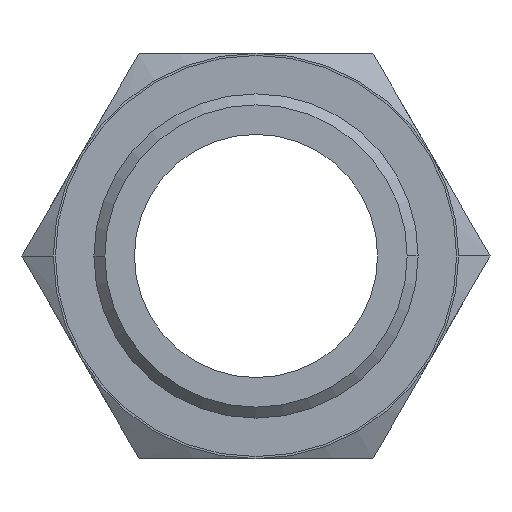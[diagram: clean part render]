
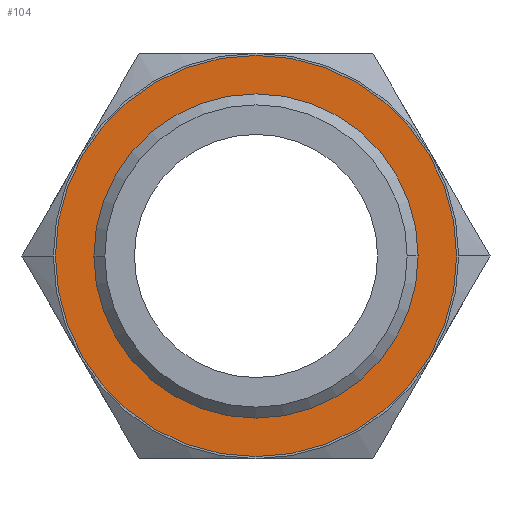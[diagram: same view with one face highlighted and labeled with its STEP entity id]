
A CAD part, front view. The second image highlights one B-rep face of the part: STEP entity #104.
In plain terms, the highlighted planar face has unit normal (0, -1, 0).
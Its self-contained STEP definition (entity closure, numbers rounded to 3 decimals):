
#104=ADVANCED_FACE('',(#228,#229),#230,.T.);
#228=FACE_OUTER_BOUND('',#354,.T.);
#229=FACE_BOUND('',#355,.T.);
#230=PLANE('',#356);
#354=EDGE_LOOP('',(#781,#782));
#355=EDGE_LOOP('',(#783,#784));
#356=AXIS2_PLACEMENT_3D('',#785,#786,#787);
#781=ORIENTED_EDGE('',*,*,#796,.F.);
#782=ORIENTED_EDGE('',*,*,#922,.F.);
#783=ORIENTED_EDGE('',*,*,#802,.T.);
#784=ORIENTED_EDGE('',*,*,#921,.T.);
#785=CARTESIAN_POINT('',(-13.425,11.0,0.0));
#786=DIRECTION('',(0.0,-1.0,-0.0));
#787=DIRECTION('',(1.0,0.0,0.0));
#796=EDGE_CURVE('',#923,#926,#927,.T.);
#802=EDGE_CURVE('',#932,#936,#938,.T.);
#921=EDGE_CURVE('',#936,#932,#1123,.T.);
#922=EDGE_CURVE('',#926,#923,#1124,.T.);
#923=VERTEX_POINT('',#1125);
#926=VERTEX_POINT('',#1129);
#927=CIRCLE('',#1130,14.85);
#932=VERTEX_POINT('',#1136);
#936=VERTEX_POINT('',#1141);
#938=CIRCLE('',#1144,12.);
#1123=CIRCLE('',#1883,12.);
#1124=CIRCLE('',#1884,14.85);
#1125=CARTESIAN_POINT('',(-14.85,11.0,0.0));
#1129=CARTESIAN_POINT('',(14.85,11.0,0.));
#1130=AXIS2_PLACEMENT_3D('',#1886,#1887,#1888);
#1136=CARTESIAN_POINT('',(-12.,11.0,0.0));
#1141=CARTESIAN_POINT('',(12.,11.0,0.));
#1144=AXIS2_PLACEMENT_3D('',#1898,#1899,#1900);
#1883=AXIS2_PLACEMENT_3D('',#2059,#2060,#2061);
#1884=AXIS2_PLACEMENT_3D('',#2062,#2063,#2064);
#1886=CARTESIAN_POINT('',(0.0,11.0,0.0));
#1887=DIRECTION('',(0.0,1.0,0.0));
#1888=DIRECTION('',(-1.0,0.0,0.0));
#1898=CARTESIAN_POINT('',(0.0,11.0,0.0));
#1899=DIRECTION('',(0.0,1.0,0.0));
#1900=DIRECTION('',(-1.0,0.0,0.0));
#2059=CARTESIAN_POINT('',(0.0,11.0,0.0));
#2060=DIRECTION('',(0.0,1.0,0.0));
#2061=DIRECTION('',(-1.0,0.0,0.0));
#2062=CARTESIAN_POINT('',(0.0,11.0,0.0));
#2063=DIRECTION('',(0.0,1.0,0.0));
#2064=DIRECTION('',(-1.0,0.0,0.0));
